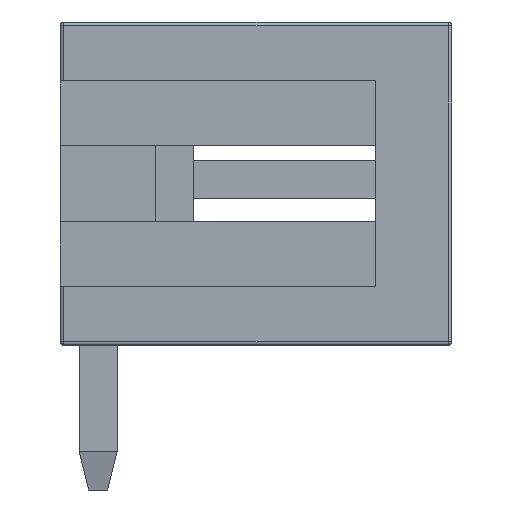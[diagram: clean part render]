
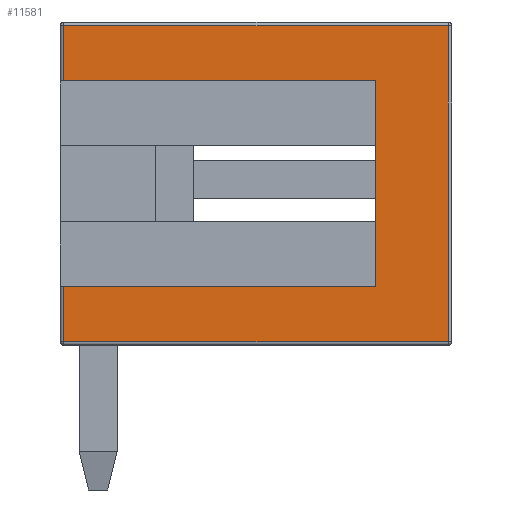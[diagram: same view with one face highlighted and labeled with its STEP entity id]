
A CAD part, left-side view. The second image highlights one B-rep face of the part: STEP entity #11581.
In plain terms, the highlighted planar face has unit normal (-1, 0, 0).
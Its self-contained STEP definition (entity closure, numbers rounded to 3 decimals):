
#5412 = VERTEX_POINT('',#5413);
#5413 = CARTESIAN_POINT('',(-2.8,0.9,0.1));
#5420 = EDGE_CURVE('',#5412,#5421,#5423,.T.);
#5421 = VERTEX_POINT('',#5422);
#5422 = CARTESIAN_POINT('',(-2.8,-9.2,0.1));
#5423 = LINE('',#5424,#5425);
#5424 = CARTESIAN_POINT('',(-2.8,1.,0.1));
#5425 = VECTOR('',#5426,1.);
#5426 = DIRECTION('',(0.,-1.,0.));
#11581 = ADVANCED_FACE('',(#11582),#11639,.F.);
#11582 = FACE_BOUND('',#11583,.F.);
#11583 = EDGE_LOOP('',(#11584,#11585,#11593,#11601,#11609,#11617,#11625,
#11633));
#11584 = ORIENTED_EDGE('',*,*,#5420,.F.);
#11585 = ORIENTED_EDGE('',*,*,#11586,.F.);
#11586 = EDGE_CURVE('',#11587,#5412,#11589,.T.);
#11587 = VERTEX_POINT('',#11588);
#11588 = CARTESIAN_POINT('',(-2.8,0.9,1.55));
#11589 = LINE('',#11590,#11591);
#11590 = CARTESIAN_POINT('',(-2.8,0.9,8.5));
#11591 = VECTOR('',#11592,1.);
#11592 = DIRECTION('',(0.,0.,-1.));
#11593 = ORIENTED_EDGE('',*,*,#11594,.F.);
#11594 = EDGE_CURVE('',#11595,#11587,#11597,.T.);
#11595 = VERTEX_POINT('',#11596);
#11596 = CARTESIAN_POINT('',(-2.8,-7.3,1.55));
#11597 = LINE('',#11598,#11599);
#11598 = CARTESIAN_POINT('',(-2.8,-3.15,1.55));
#11599 = VECTOR('',#11600,1.);
#11600 = DIRECTION('',(0.,1.,0.));
#11601 = ORIENTED_EDGE('',*,*,#11602,.F.);
#11602 = EDGE_CURVE('',#11603,#11595,#11605,.T.);
#11603 = VERTEX_POINT('',#11604);
#11604 = CARTESIAN_POINT('',(-2.8,-7.3,6.95));
#11605 = LINE('',#11606,#11607);
#11606 = CARTESIAN_POINT('',(-2.8,-7.3,6.375));
#11607 = VECTOR('',#11608,1.);
#11608 = DIRECTION('',(0.,0.,-1.));
#11609 = ORIENTED_EDGE('',*,*,#11610,.F.);
#11610 = EDGE_CURVE('',#11611,#11603,#11613,.T.);
#11611 = VERTEX_POINT('',#11612);
#11612 = CARTESIAN_POINT('',(-2.8,0.9,6.95));
#11613 = LINE('',#11614,#11615);
#11614 = CARTESIAN_POINT('',(-2.8,5.15,6.95));
#11615 = VECTOR('',#11616,1.);
#11616 = DIRECTION('',(0.,-1.,0.));
#11617 = ORIENTED_EDGE('',*,*,#11618,.F.);
#11618 = EDGE_CURVE('',#11619,#11611,#11621,.T.);
#11619 = VERTEX_POINT('',#11620);
#11620 = CARTESIAN_POINT('',(-2.8,0.9,8.4));
#11621 = LINE('',#11622,#11623);
#11622 = CARTESIAN_POINT('',(-2.8,0.9,8.5));
#11623 = VECTOR('',#11624,1.);
#11624 = DIRECTION('',(0.,0.,-1.));
#11625 = ORIENTED_EDGE('',*,*,#11626,.T.);
#11626 = EDGE_CURVE('',#11619,#11627,#11629,.T.);
#11627 = VERTEX_POINT('',#11628);
#11628 = CARTESIAN_POINT('',(-2.8,-9.2,8.4));
#11629 = LINE('',#11630,#11631);
#11630 = CARTESIAN_POINT('',(-2.8,1.,8.4));
#11631 = VECTOR('',#11632,1.);
#11632 = DIRECTION('',(0.,-1.,0.));
#11633 = ORIENTED_EDGE('',*,*,#11634,.T.);
#11634 = EDGE_CURVE('',#11627,#5421,#11635,.T.);
#11635 = LINE('',#11636,#11637);
#11636 = CARTESIAN_POINT('',(-2.8,-9.2,8.5));
#11637 = VECTOR('',#11638,1.);
#11638 = DIRECTION('',(0.,0.,-1.));
#11639 = PLANE('',#11640);
#11640 = AXIS2_PLACEMENT_3D('',#11641,#11642,#11643);
#11641 = CARTESIAN_POINT('',(-2.8,1.,8.5));
#11642 = DIRECTION('',(1.,0.,0.));
#11643 = DIRECTION('',(0.,0.,-1.));
